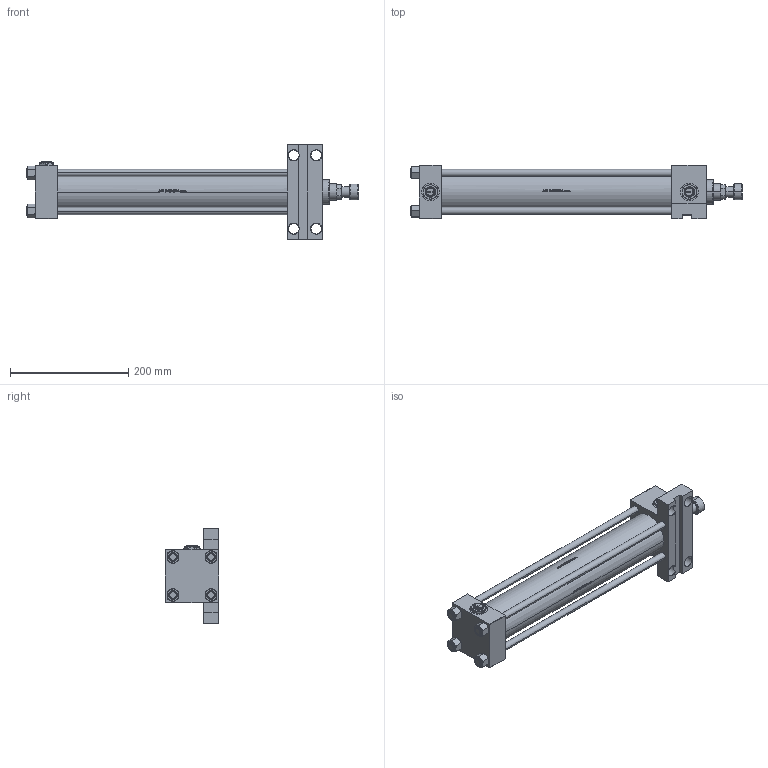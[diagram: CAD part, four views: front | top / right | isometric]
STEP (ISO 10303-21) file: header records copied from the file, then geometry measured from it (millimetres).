
FILE_DESCRIPTION (( 'STEP AP203' ), '1' );
FILE_NAME ('724d.STEP', '2022-04-16T03:04:48', ( '' ), ( '' ), 'SwSTEP 2.0', 'SolidWorks 2019', '' );
FILE_SCHEMA (( 'CONFIG_CONTROL_DESIGN' ));
Length unit declared in the file: millimetre
Products named in the file (8): V215CR_ROD_END_F 1d425cfe9ea23d8ead273563f1307a86; Zatka_pro_OIL_PORT 1d425cfe9ea23d8ead273563f1307a86; V215CR_F_TYCINKA 1d425cfe9ea23d8ead273563f1307a86; V215CR_F_Body 1d425cfe9ea23d8ead273563f1307a86; V215_VC_A 1d425cfe9ea23d8ead273563f1307a86; V215CR_VCP_F 1d425cfe9ea23d8ead273563f1307a86; 724d; NUT_M5_F 1d425cfe9ea23d8ead273563f1307a86
Assembly tree (14 placements, depth 2):
  724d
    V215CR_F_Body 1d425cfe9ea23d8ead273563f1307a86
    V215CR_VCP_F 1d425cfe9ea23d8ead273563f1307a86
    V215CR_F_TYCINKA 1d425cfe9ea23d8ead273563f1307a86  x4
    NUT_M5_F 1d425cfe9ea23d8ead273563f1307a86  x4
    V215_VC_A 1d425cfe9ea23d8ead273563f1307a86
    V215CR_ROD_END_F 1d425cfe9ea23d8ead273563f1307a86
    Zatka_pro_OIL_PORT 1d425cfe9ea23d8ead273563f1307a86  x2
Bounding box: 561 x 90 x 160 mm (x, y, z)
Volume: 1581749.4 mm3; surface area: 417912.2 mm2
Topology: 14 solids, 14 shells, 1231 faces, 3084 edges, 1972 vertices
Faces by surface type: plane 492, bspline 380, cone 196, cylinder 151, torus 12
Entity records: 50867 total; most frequent: CARTESIAN_POINT 26752, ORIENTED_EDGE 5468, DIRECTION 3526, EDGE_CURVE 2734, VERTEX_POINT 1770, LINE 1380, VECTOR 1380, EDGE_LOOP 1182
